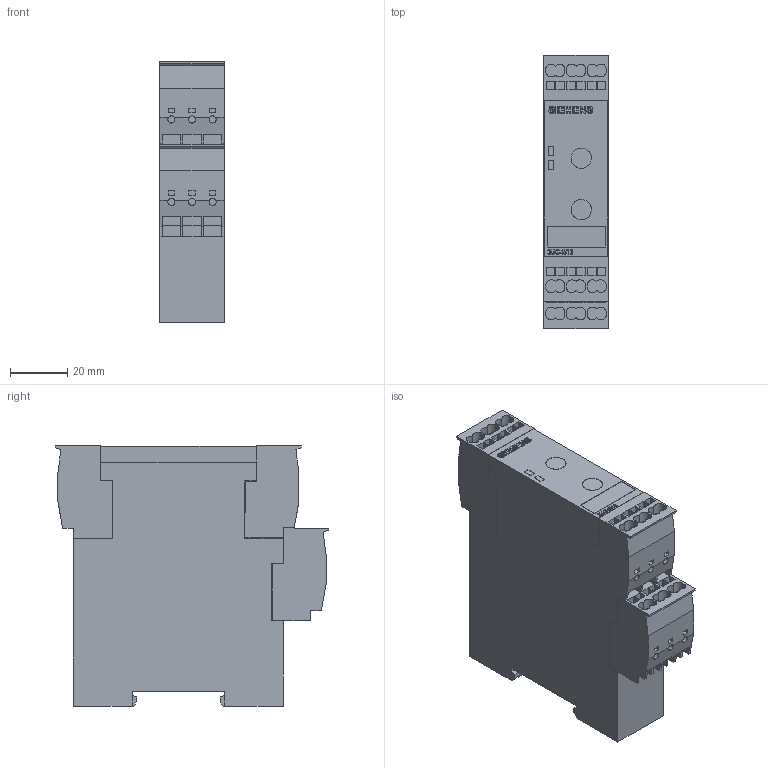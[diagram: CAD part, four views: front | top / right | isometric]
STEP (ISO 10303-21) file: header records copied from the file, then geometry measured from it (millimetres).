
FILE_DESCRIPTION(/* description */ (''),/* implementation_level */ '2;1');
FILE_NAME(/* name */ 'G_NSB0_XX_90860V.stp',/* time_stamp */ '2024-11-29T09:59:47+01:00',/* author */ (''),/* organization */ (''),/* preprocessor_version */ 'ST-DEVELOPER v18.101',/* originating_system */ 'SIEMENS PLM Software NX 2007',/* authorisation */ '');
FILE_SCHEMA (('AUTOMOTIVE_DESIGN { 1 0 10303 214 3 1 1 1 }'));
Length unit declared in the file: millimetre
Products named in the file (1): G_NSB0_XX_90860V
Bounding box: 22.5 x 95.5 x 91 mm (x, y, z)
Volume: 159053.8 mm3; surface area: 26752.7 mm2
Topology: 1 solids, 1 shells, 629 faces, 1709 edges, 1138 vertices
Faces by surface type: plane 483, cylinder 129, extrusion 17
Entity records: 24541 total; most frequent: CARTESIAN_POINT 5525, ORIENTED_EDGE 3418, DIRECTION 2672, EDGE_CURVE 1709, VECTOR 1306, LINE 1289, VERTEX_POINT 1138, EDGE_LOOP 685
